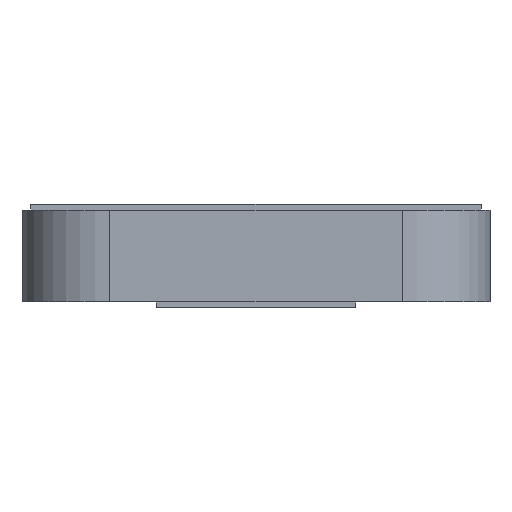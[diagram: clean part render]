
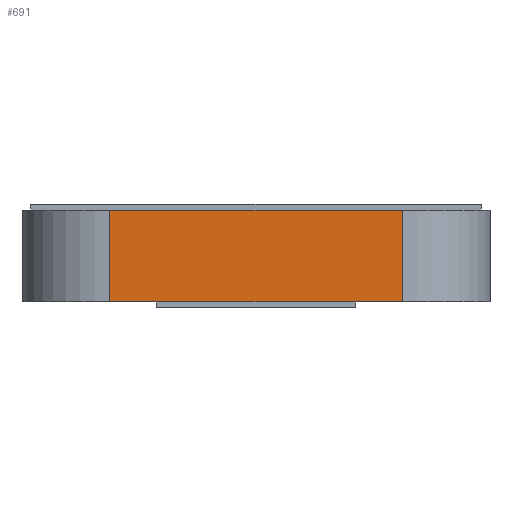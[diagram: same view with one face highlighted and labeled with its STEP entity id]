
A CAD part, front view. The second image highlights one B-rep face of the part: STEP entity #691.
In plain terms, the highlighted planar face has unit normal (0, -1, 0).
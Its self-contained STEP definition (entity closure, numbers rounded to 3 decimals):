
#69=PLANE('',#798);
#103=FACE_OUTER_BOUND('',#138,.T.);
#138=EDGE_LOOP('',(#541,#542,#543,#544));
#205=LINE('',#1153,#258);
#206=LINE('',#1156,#259);
#207=LINE('',#1158,#260);
#208=LINE('',#1159,#261);
#258=VECTOR('',#956,10.);
#259=VECTOR('',#959,10.);
#260=VECTOR('',#960,10.);
#261=VECTOR('',#961,10.);
#358=VERTEX_POINT('',#1149);
#359=VERTEX_POINT('',#1151);
#360=VERTEX_POINT('',#1155);
#361=VERTEX_POINT('',#1157);
#435=EDGE_CURVE('',#358,#359,#205,.T.);
#436=EDGE_CURVE('',#358,#360,#206,.T.);
#437=EDGE_CURVE('',#361,#359,#207,.T.);
#438=EDGE_CURVE('',#360,#361,#208,.T.);
#541=ORIENTED_EDGE('',*,*,#436,.F.);
#542=ORIENTED_EDGE('',*,*,#435,.T.);
#543=ORIENTED_EDGE('',*,*,#437,.F.);
#544=ORIENTED_EDGE('',*,*,#438,.F.);
#691=ADVANCED_FACE('',(#103),#69,.T.);
#798=AXIS2_PLACEMENT_3D('',#1154,#957,#958);
#956=DIRECTION('',(0.,0.,1.));
#957=DIRECTION('center_axis',(0.,-1.,0.));
#958=DIRECTION('ref_axis',(1.,0.,0.));
#959=DIRECTION('',(-1.,0.,0.));
#960=DIRECTION('',(1.,0.,0.));
#961=DIRECTION('',(0.,0.,1.));
#1149=CARTESIAN_POINT('',(6.5,0.,0.));
#1151=CARTESIAN_POINT('',(6.5,0.,1.57));
#1153=CARTESIAN_POINT('',(6.5,0.,0.));
#1154=CARTESIAN_POINT('Origin',(1.5,0.,0.));
#1155=CARTESIAN_POINT('',(1.5,0.,0.));
#1156=CARTESIAN_POINT('',(6.5,0.,0.));
#1157=CARTESIAN_POINT('',(1.5,0.,1.57));
#1158=CARTESIAN_POINT('',(6.5,0.,1.57));
#1159=CARTESIAN_POINT('',(1.5,0.,0.));
